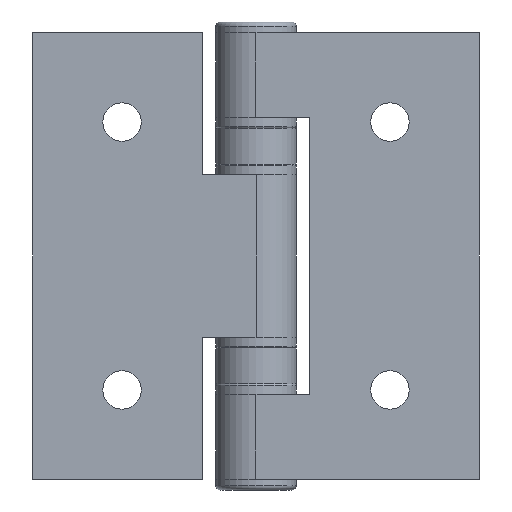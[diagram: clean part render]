
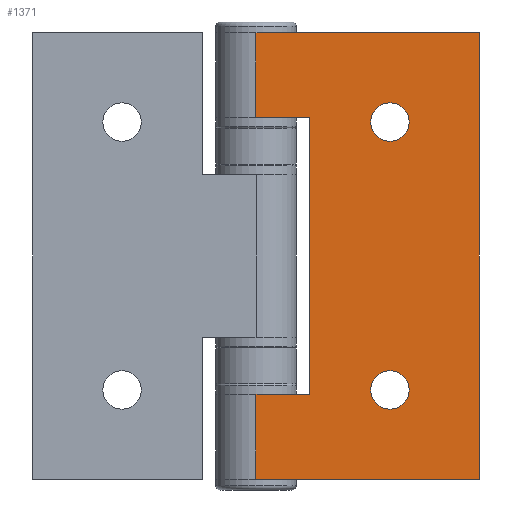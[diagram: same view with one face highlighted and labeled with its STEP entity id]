
A CAD part, front view. The second image highlights one B-rep face of the part: STEP entity #1371.
In plain terms, the highlighted planar face has unit normal (0, -1, 0).
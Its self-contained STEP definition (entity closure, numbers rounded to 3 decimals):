
#281 = DIRECTION ( 'NONE',  ( 0., 0., -1. ) ) ;
#282 = CARTESIAN_POINT ( 'NONE',  ( 0., -4.5, 25. ) ) ;
#354 = DIRECTION ( 'NONE',  ( -1., 0., 0. ) ) ;
#355 = DIRECTION ( 'NONE',  ( 0., 1., 0. ) ) ;
#357 = CARTESIAN_POINT ( 'NONE',  ( 0., -4.5, 25. ) ) ;
#358 = PLANE ( 'NONE',  #3941 ) ;
#490 = EDGE_CURVE ( 'NONE', #3123, #2962, #4227, .T. ) ;
#491 = EDGE_CURVE ( 'NONE', #2952, #2976, #4228, .T. ) ;
#492 = EDGE_CURVE ( 'NONE', #2962, #3039, #4229, .T. ) ;
#493 = EDGE_CURVE ( 'NONE', #3039, #3105, #4230, .T. ) ;
#494 = EDGE_CURVE ( 'NONE', #2956, #2947, #3823, .T. ) ;
#495 = EDGE_CURVE ( 'NONE', #3090, #3086, #3251, .T. ) ;
#501 = EDGE_CURVE ( 'NONE', #3104, #2976, #4234, .T. ) ;
#538 = EDGE_CURVE ( 'NONE', #3125, #2952, #4257, .T. ) ;
#916 = CARTESIAN_POINT ( 'NONE',  ( 0., -4.5, 25. ) ) ;
#918 = CARTESIAN_POINT ( 'NONE',  ( 0., -4.5, 15.5 ) ) ;
#938 = CARTESIAN_POINT ( 'NONE',  ( 0., -4.5, -15.5 ) ) ;
#939 = CARTESIAN_POINT ( 'NONE',  ( 0., -4.5, -25. ) ) ;
#1156 = ORIENTED_EDGE ( 'NONE', *, *, #494, .T. ) ;
#1157 = ORIENTED_EDGE ( 'NONE', *, *, #495, .T. ) ;
#1158 = ORIENTED_EDGE ( 'NONE', *, *, #492, .T. ) ;
#1159 = ORIENTED_EDGE ( 'NONE', *, *, #1711, .T. ) ;
#1160 = ORIENTED_EDGE ( 'NONE', *, *, #1726, .T. ) ;
#1161 = ORIENTED_EDGE ( 'NONE', *, *, #1387, .T. ) ;
#1162 = ORIENTED_EDGE ( 'NONE', *, *, #493, .T. ) ;
#1163 = ORIENTED_EDGE ( 'NONE', *, *, #491, .F. ) ;
#1164 = ORIENTED_EDGE ( 'NONE', *, *, #501, .T. ) ;
#1165 = ORIENTED_EDGE ( 'NONE', *, *, #490, .T. ) ;
#1166 = ORIENTED_EDGE ( 'NONE', *, *, #538, .F. ) ;
#1167 = ORIENTED_EDGE ( 'NONE', *, *, #1699, .T. ) ;
#1371 = ADVANCED_FACE ( 'NONE', ( #4299, #4300, #4301 ), #358, .F. ) ;
#1387 = EDGE_CURVE ( 'NONE', #3105, #3104, #4324, .T. ) ;
#1699 = EDGE_CURVE ( 'NONE', #3125, #3123, #4410, .T. ) ;
#1711 = EDGE_CURVE ( 'NONE', #3086, #3090, #3714, .T. ) ;
#1726 = EDGE_CURVE ( 'NONE', #2947, #2956, #3696, .T. ) ;
#1867 = CARTESIAN_POINT ( 'NONE',  ( 15., -4.5, -12.85 ) ) ;
#1872 = CARTESIAN_POINT ( 'NONE',  ( 15., -4.5, -17.15 ) ) ;
#1926 = CARTESIAN_POINT ( 'NONE',  ( 6., -4.5, -15.5 ) ) ;
#2012 = CARTESIAN_POINT ( 'NONE',  ( 25., -4.5, -25. ) ) ;
#2028 = CARTESIAN_POINT ( 'NONE',  ( 6., -4.5, 15.5 ) ) ;
#2036 = CARTESIAN_POINT ( 'NONE',  ( 15., -4.5, 17.15 ) ) ;
#2040 = CARTESIAN_POINT ( 'NONE',  ( 25., -4.5, 25. ) ) ;
#2045 = CARTESIAN_POINT ( 'NONE',  ( 15., -4.5, 12.85 ) ) ;
#2198 = DIRECTION ( 'NONE',  ( 0., 0., 1. ) ) ;
#2199 = DIRECTION ( 'NONE',  ( 0., 1., 0. ) ) ;
#2201 = CARTESIAN_POINT ( 'NONE',  ( 15., -4.5, -15. ) ) ;
#2305 = DIRECTION ( 'NONE',  ( 0., 0., 1. ) ) ;
#2306 = DIRECTION ( 'NONE',  ( 0., 1., 0. ) ) ;
#2307 = CARTESIAN_POINT ( 'NONE',  ( 15., -4.5, 15. ) ) ;
#2308 = DIRECTION ( 'NONE',  ( 0., 0., -1. ) ) ;
#2311 = CARTESIAN_POINT ( 'NONE',  ( 0., -4.5, 25. ) ) ;
#2379 = DIRECTION ( 'NONE',  ( 1., 0., 0. ) ) ;
#2380 = CARTESIAN_POINT ( 'NONE',  ( 0., -4.5, -25. ) ) ;
#2393 = DIRECTION ( 'NONE',  ( 0., 0., 1. ) ) ;
#2394 = DIRECTION ( 'NONE',  ( 0., 1., 0. ) ) ;
#2395 = CARTESIAN_POINT ( 'NONE',  ( 15., -4.5, -15. ) ) ;
#2396 = DIRECTION ( 'NONE',  ( 0., 0., 1. ) ) ;
#2397 = DIRECTION ( 'NONE',  ( 0., 1., 0. ) ) ;
#2398 = CARTESIAN_POINT ( 'NONE',  ( 15., -4.5, 15. ) ) ;
#2399 = DIRECTION ( 'NONE',  ( -1., 0., 0. ) ) ;
#2400 = CARTESIAN_POINT ( 'NONE',  ( 0., -4.5, -15.5 ) ) ;
#2401 = DIRECTION ( 'NONE',  ( 0., 0., -1. ) ) ;
#2402 = CARTESIAN_POINT ( 'NONE',  ( 6., -4.5, 25. ) ) ;
#2403 = DIRECTION ( 'NONE',  ( 0., 0., -1. ) ) ;
#2404 = CARTESIAN_POINT ( 'NONE',  ( 25., -4.5, 25. ) ) ;
#2405 = DIRECTION ( 'NONE',  ( 1., 0., 0. ) ) ;
#2406 = CARTESIAN_POINT ( 'NONE',  ( 0., -4.5, 15.5 ) ) ;
#2709 = EDGE_LOOP ( 'NONE', ( #1158, #1162, #1161, #1164, #1163, #1166, #1167, #1165 ) ) ;
#2710 = EDGE_LOOP ( 'NONE', ( #1156, #1160 ) ) ;
#2711 = EDGE_LOOP ( 'NONE', ( #1157, #1159 ) ) ;
#2947 = VERTEX_POINT ( 'NONE', #2045 ) ;
#2952 = VERTEX_POINT ( 'NONE', #2040 ) ;
#2956 = VERTEX_POINT ( 'NONE', #2036 ) ;
#2962 = VERTEX_POINT ( 'NONE', #2028 ) ;
#2976 = VERTEX_POINT ( 'NONE', #2012 ) ;
#3039 = VERTEX_POINT ( 'NONE', #1926 ) ;
#3086 = VERTEX_POINT ( 'NONE', #1872 ) ;
#3090 = VERTEX_POINT ( 'NONE', #1867 ) ;
#3104 = VERTEX_POINT ( 'NONE', #939 ) ;
#3105 = VERTEX_POINT ( 'NONE', #938 ) ;
#3123 = VERTEX_POINT ( 'NONE', #918 ) ;
#3125 = VERTEX_POINT ( 'NONE', #916 ) ;
#3233 = AXIS2_PLACEMENT_3D ( 'NONE', #2398, #2397, #2396 ) ;
#3251 = CIRCLE ( 'NONE', #3259, 2.15 ) ;
#3259 = AXIS2_PLACEMENT_3D ( 'NONE', #2395, #2394, #2393 ) ;
#3264 = VECTOR ( 'NONE', #2399, 1000. ) ;
#3399 = VECTOR ( 'NONE', #4696, 1000. ) ;
#3439 = VECTOR ( 'NONE', #2379, 1000. ) ;
#3659 = VECTOR ( 'NONE', #2401, 1000. ) ;
#3677 = AXIS2_PLACEMENT_3D ( 'NONE', #2307, #2306, #2305 ) ;
#3696 = CIRCLE ( 'NONE', #3677, 2.15 ) ;
#3713 = AXIS2_PLACEMENT_3D ( 'NONE', #2201, #2199, #2198 ) ;
#3714 = CIRCLE ( 'NONE', #3713, 2.15 ) ;
#3737 = VECTOR ( 'NONE', #2308, 1000. ) ;
#3803 = VECTOR ( 'NONE', #2405, 1000. ) ;
#3823 = CIRCLE ( 'NONE', #3233, 2.15 ) ;
#3828 = VECTOR ( 'NONE', #2403, 1000. ) ;
#3921 = VECTOR ( 'NONE', #281, 1000. ) ;
#3941 = AXIS2_PLACEMENT_3D ( 'NONE', #357, #355, #354 ) ;
#4227 = LINE ( 'NONE', #2406, #3803 ) ;
#4228 = LINE ( 'NONE', #2404, #3828 ) ;
#4229 = LINE ( 'NONE', #2402, #3659 ) ;
#4230 = LINE ( 'NONE', #2400, #3264 ) ;
#4234 = LINE ( 'NONE', #2380, #3439 ) ;
#4257 = LINE ( 'NONE', #4632, #3399 ) ;
#4299 = FACE_BOUND ( 'NONE', #2711, .T. ) ;
#4300 = FACE_BOUND ( 'NONE', #2710, .T. ) ;
#4301 = FACE_OUTER_BOUND ( 'NONE', #2709, .T. ) ;
#4324 = LINE ( 'NONE', #282, #3921 ) ;
#4410 = LINE ( 'NONE', #2311, #3737 ) ;
#4632 = CARTESIAN_POINT ( 'NONE',  ( 0., -4.5, 25. ) ) ;
#4696 = DIRECTION ( 'NONE',  ( 1., 0., 0. ) ) ;
